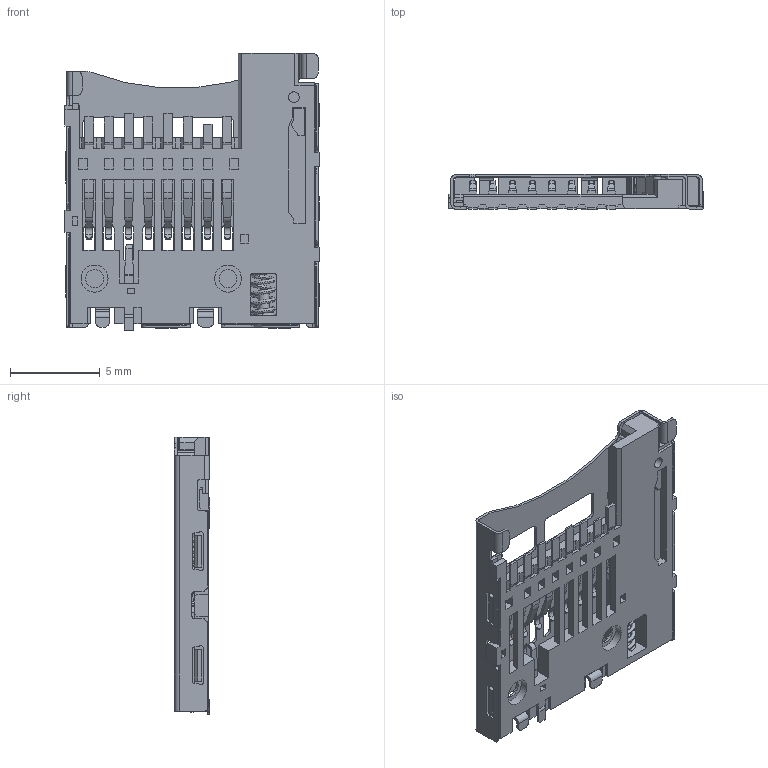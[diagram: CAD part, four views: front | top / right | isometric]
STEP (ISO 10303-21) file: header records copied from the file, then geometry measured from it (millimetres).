
FILE_DESCRIPTION(/* description */ ('STEP AP214'),/* implementation_level */ '2;1');
FILE_NAME(/* name */ 'MEM2052-00-195-00-A',/* time_stamp */ '2024-09-07T12:58:21+02:00',/* author */ ('License CC BY-ND 4.0'),/* organization */ ('CADENAS'),/* preprocessor_version */ 'ST-DEVELOPER v19.3',/* originating_system */ 'PARTsolutions',/* authorisation */ ' ');
FILE_SCHEMA (('AUTOMOTIVE_DESIGN {1 0 10303 214 3 1 1}'));
Length unit declared in the file: millimetre
Products named in the file (2): MEM2052-00-195-00-A; MEM2052-00-195-00-A_PART1
Assembly tree (1 placements, depth 2):
  MEM2052-00-195-00-A
    MEM2052-00-195-00-A_PART1
Bounding box: 14.15 x 1.95 x 15.45 mm (x, y, z)
Volume: 142.1 mm3; surface area: 1003.9 mm2
Topology: 1 solids, 1 shells, 1190 faces, 3322 edges, 2139 vertices
Faces by surface type: plane 840, cylinder 293, bspline 37, cone 18, torus 2
Full cylindrical faces by diameter (mm): 0.6 x2, 0.64 x1, 1 x2, 1.5 x4
Entity records: 51234 total; most frequent: CARTESIAN_POINT 12156, ORIENTED_EDGE 6608, DIRECTION 6050, EDGE_CURVE 3304, LINE 2550, VECTOR 2550, VERTEX_POINT 2134, AXIS2_PLACEMENT_3D 1750
